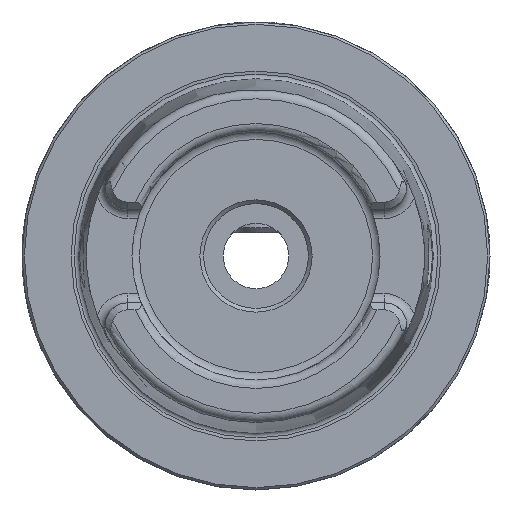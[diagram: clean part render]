
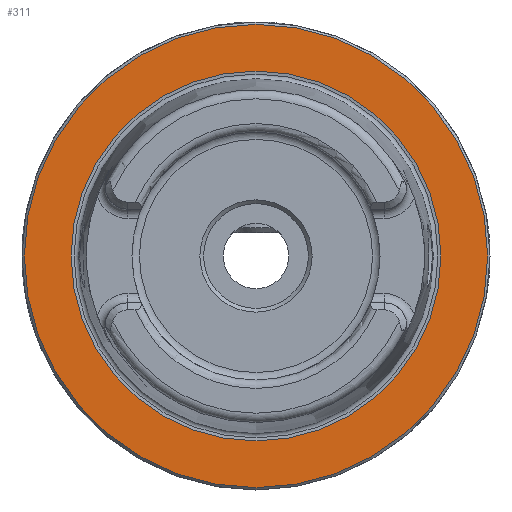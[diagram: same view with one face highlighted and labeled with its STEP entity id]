
A CAD part, left-side view. The second image highlights one B-rep face of the part: STEP entity #311.
In plain terms, the highlighted planar face has unit normal (-1, 0, 0).
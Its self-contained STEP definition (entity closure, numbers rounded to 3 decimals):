
#311 = ADVANCED_FACE( '', ( #721, #722 ), #723, .T. );
#721 = FACE_OUTER_BOUND( '', #1225, .T. );
#722 = FACE_BOUND( '', #1226, .T. );
#723 = PLANE( '', #1227 );
#1225 = EDGE_LOOP( '', ( #2027 ) );
#1226 = EDGE_LOOP( '', ( #2028 ) );
#1227 = AXIS2_PLACEMENT_3D( '', #2029, #2030, #2031 );
#2027 = ORIENTED_EDGE( '', *, *, #2825, .T. );
#2028 = ORIENTED_EDGE( '', *, *, #2951, .F. );
#2029 = CARTESIAN_POINT( '', ( 0., 0., 49.5 ) );
#2030 = DIRECTION( '', ( -1., 0., 0. ) );
#2031 = DIRECTION( '', ( 0., 0., 1. ) );
#2825 = EDGE_CURVE( '', #3384, #3384, #3385, .T. );
#2951 = EDGE_CURVE( '', #3575, #3575, #3576, .T. );
#3384 = VERTEX_POINT( '', #4486 );
#3385 = CIRCLE( '', #4487, 49.5 );
#3575 = VERTEX_POINT( '', #5184 );
#3576 = CIRCLE( '', #5185, 39.511 );
#4486 = CARTESIAN_POINT( '', ( 0., 0., 49.5 ) );
#4487 = AXIS2_PLACEMENT_3D( '', #6031, #6032, #6033 );
#5184 = CARTESIAN_POINT( '', ( 0., 0., 39.511 ) );
#5185 = AXIS2_PLACEMENT_3D( '', #6160, #6161, #6162 );
#6031 = CARTESIAN_POINT( '', ( 0., 0., 0. ) );
#6032 = DIRECTION( '', ( -1., 0., 0. ) );
#6033 = DIRECTION( '', ( 0., 0., 1. ) );
#6160 = CARTESIAN_POINT( '', ( 0., 0., 0. ) );
#6161 = DIRECTION( '', ( -1., 0., 0. ) );
#6162 = DIRECTION( '', ( 0., 0., 1. ) );
